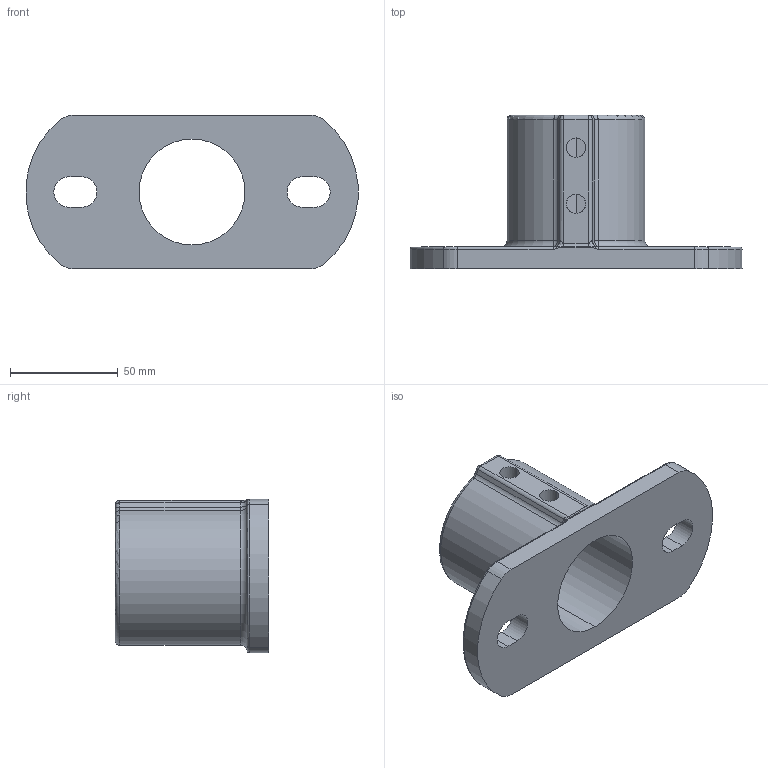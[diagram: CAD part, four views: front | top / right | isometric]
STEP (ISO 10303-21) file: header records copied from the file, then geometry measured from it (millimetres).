
FILE_DESCRIPTION (( 'STEP AP203' ), '1' );
FILE_NAME ('T194046.STEP', '2018-07-11T15:27:57', ( '' ), ( '' ), 'SwSTEP 2.0', 'SolidWorks 2016', '' );
FILE_SCHEMA (( 'CONFIG_CONTROL_DESIGN' ));
Length unit declared in the file: millimetre
Products named in the file (1): T194046
Bounding box: 153.72 x 71 x 71 mm (x, y, z)
Volume: 160971.8 mm3; surface area: 43883.8 mm2
Topology: 1 solids, 1 shells, 72 faces, 183 edges, 107 vertices
Faces by surface type: cylinder 33, torus 13, plane 13, bspline 7, sphere 6
Entity records: 2553 total; most frequent: CARTESIAN_POINT 766, DIRECTION 372, ORIENTED_EDGE 358, EDGE_CURVE 179, AXIS2_PLACEMENT_3D 154, VERTEX_POINT 107, CIRCLE 88, EDGE_LOOP 80
